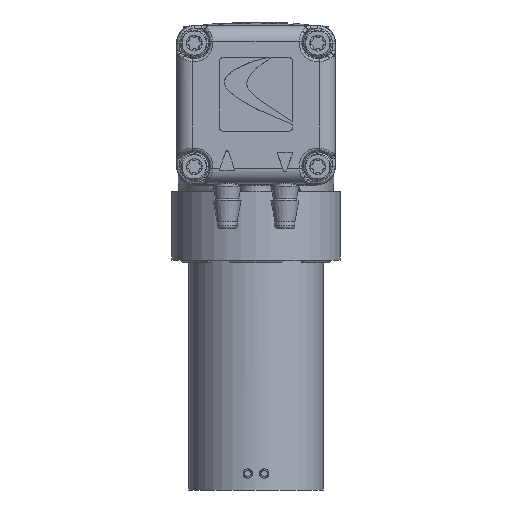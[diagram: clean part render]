
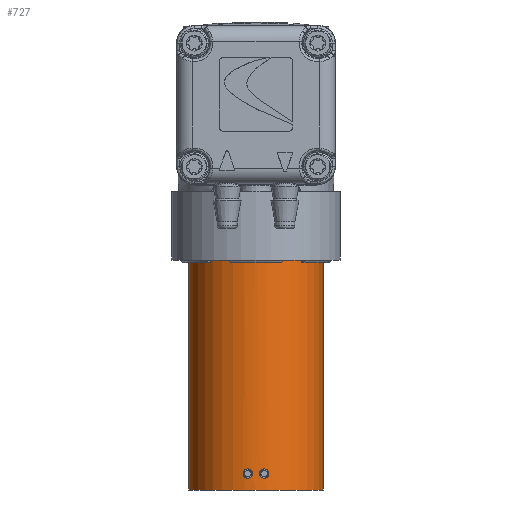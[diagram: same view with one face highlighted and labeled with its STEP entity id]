
A CAD part, front view. The second image highlights one B-rep face of the part: STEP entity #727.
In plain terms, the highlighted cylindrical face has radius 6.49 mm (diameter 12.979 mm), a partial arc.
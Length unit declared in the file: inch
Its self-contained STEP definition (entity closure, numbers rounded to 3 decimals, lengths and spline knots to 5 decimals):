
#175=DIRECTION('',(0.,0.,-1.));
#176=VECTOR('',#175,1.22);
#177=CARTESIAN_POINT('',(0.2555,0.,-0.09));
#178=LINE('',#177,#176);
#179=CARTESIAN_POINT('',(0.,0.,-0.09));
#180=DIRECTION('',(0.,0.,1.));
#181=DIRECTION('',(-1.,0.,0.));
#182=AXIS2_PLACEMENT_3D('',#179,#180,#181);
#184=DIRECTION('',(0.,0.,-1.));
#185=VECTOR('',#184,1.22);
#186=CARTESIAN_POINT('',(-0.2555,0.,-0.09));
#187=LINE('',#186,#185);
#188=CARTESIAN_POINT('',(-0.03125,-0.25358,-1.265));
#189=CARTESIAN_POINT('',(-0.02938,-0.25381,-1.265));
#190=CARTESIAN_POINT('',(-0.02582,-0.25421,
-1.26443));
#191=CARTESIAN_POINT('',(-0.0208,-0.25467,
-1.2619));
#192=CARTESIAN_POINT('',(-0.01688,-0.25495,
-1.25799));
#193=CARTESIAN_POINT('',(-0.01433,-0.2551,
-1.253));
#194=CARTESIAN_POINT('',(-0.01346,-0.25514,
-1.24752));
#195=CARTESIAN_POINT('',(-0.01433,-0.2551,
-1.24199));
#196=CARTESIAN_POINT('',(-0.01686,-0.25495,
-1.23704));
#197=CARTESIAN_POINT('',(-0.0208,-0.25467,
-1.2331));
#198=CARTESIAN_POINT('',(-0.02581,-0.25421,
-1.23057));
#199=CARTESIAN_POINT('',(-0.02937,-0.25381,-1.23));
#200=CARTESIAN_POINT('',(-0.03125,-0.25358,-1.23));
#202=CARTESIAN_POINT('',(-0.03125,-0.25358,-1.23));
#203=CARTESIAN_POINT('',(-0.03313,-0.25335,-1.23));
#204=CARTESIAN_POINT('',(-0.0367,-0.25287,
-1.23057));
#205=CARTESIAN_POINT('',(-0.04174,-0.25208,
-1.23313));
#206=CARTESIAN_POINT('',(-0.04565,-0.2514,
-1.23706));
#207=CARTESIAN_POINT('',(-0.04818,-0.25092,
-1.24204));
#208=CARTESIAN_POINT('',(-0.04904,-0.25075,
-1.24748));
#209=CARTESIAN_POINT('',(-0.04818,-0.25092,
-1.25297));
#210=CARTESIAN_POINT('',(-0.04567,-0.25139,
-1.25792));
#211=CARTESIAN_POINT('',(-0.04174,-0.25208,
-1.26188));
#212=CARTESIAN_POINT('',(-0.0367,-0.25287,
-1.26443));
#213=CARTESIAN_POINT('',(-0.03313,-0.25335,-1.265));
#214=CARTESIAN_POINT('',(-0.03125,-0.25358,-1.265));
#216=CARTESIAN_POINT('',(0.03125,-0.25358,-1.23));
#217=CARTESIAN_POINT('',(0.02916,-0.25384,-1.23));
#218=CARTESIAN_POINT('',(0.02522,-0.25427,
-1.23071));
#219=CARTESIAN_POINT('',(0.01982,-0.25475,
-1.23377));
#220=CARTESIAN_POINT('',(0.0158,-0.25502,
-1.23855));
#221=CARTESIAN_POINT('',(0.01367,-0.25513,
-1.24435));
#222=CARTESIAN_POINT('',(0.01366,-0.25514,
-1.25059));
#223=CARTESIAN_POINT('',(0.01579,-0.25502,
-1.25643));
#224=CARTESIAN_POINT('',(0.01975,-0.25475,
-1.26118));
#225=CARTESIAN_POINT('',(0.02522,-0.25427,
-1.2643));
#226=CARTESIAN_POINT('',(0.02915,-0.25384,-1.265));
#227=CARTESIAN_POINT('',(0.03125,-0.25358,-1.265));
#229=CARTESIAN_POINT('',(0.03125,-0.25358,-1.265));
#230=CARTESIAN_POINT('',(0.03335,-0.25332,-1.265));
#231=CARTESIAN_POINT('',(0.03729,-0.25279,
-1.26429));
#232=CARTESIAN_POINT('',(0.04272,-0.25192,-1.2612));
#233=CARTESIAN_POINT('',(0.04673,-0.2512,
-1.25641));
#234=CARTESIAN_POINT('',(0.04883,-0.25079,
-1.25063));
#235=CARTESIAN_POINT('',(0.04884,-0.25079,
-1.24443));
#236=CARTESIAN_POINT('',(0.04674,-0.25119,
-1.23862));
#237=CARTESIAN_POINT('',(0.04279,-0.25191,
-1.23385));
#238=CARTESIAN_POINT('',(0.0373,-0.25279,
-1.2307));
#239=CARTESIAN_POINT('',(0.03336,-0.25332,-1.23));
#240=CARTESIAN_POINT('',(0.03125,-0.25358,-1.23));
#247=CARTESIAN_POINT('',(0.,0.,-1.31));
#248=DIRECTION('',(0.,0.,1.));
#249=DIRECTION('',(-1.,0.,0.));
#250=AXIS2_PLACEMENT_3D('',#247,#248,#249);
#344=CARTESIAN_POINT('',(0.2555,0.,-1.31));
#345=CARTESIAN_POINT('',(-0.2555,0.,-1.31));
#346=VERTEX_POINT('',#344);
#347=VERTEX_POINT('',#345);
#396=CARTESIAN_POINT('',(0.2555,0.,-0.09));
#397=CARTESIAN_POINT('',(-0.2555,0.,-0.09));
#398=VERTEX_POINT('',#396);
#399=VERTEX_POINT('',#397);
#400=VERTEX_POINT('',#188);
#401=VERTEX_POINT('',#200);
#402=VERTEX_POINT('',#216);
#403=VERTEX_POINT('',#227);
#703=CARTESIAN_POINT('',(0.,0.,0.));
#704=DIRECTION('',(0.,0.,1.));
#705=DIRECTION('',(1.,0.,0.));
#706=AXIS2_PLACEMENT_3D('',#703,#704,#705);
#707=CYLINDRICAL_SURFACE('',#706,0.2555);
#708=ORIENTED_EDGE('',*,*,#679,.T.);
#709=ORIENTED_EDGE('',*,*,#698,.T.);
#711=ORIENTED_EDGE('',*,*,#710,.F.);
#712=ORIENTED_EDGE('',*,*,#694,.F.);
#713=EDGE_LOOP('',(#708,#709,#711,#712));
#714=FACE_OUTER_BOUND('',#713,.F.);
#716=ORIENTED_EDGE('',*,*,#715,.T.);
#718=ORIENTED_EDGE('',*,*,#717,.T.);
#719=EDGE_LOOP('',(#716,#718));
#720=FACE_BOUND('',#719,.F.);
#722=ORIENTED_EDGE('',*,*,#721,.T.);
#724=ORIENTED_EDGE('',*,*,#723,.T.);
#725=EDGE_LOOP('',(#722,#724));
#726=FACE_BOUND('',#725,.F.);
#727=ADVANCED_FACE('',(#714,#720,#726),#707,.T.);
#183=CIRCLE('',#182,0.2555);
#201=B_SPLINE_CURVE_WITH_KNOTS('',3,(#188,#189,#190,#191,#192,#193,#194,#195,
#196,#197,#198,#199,#200),.UNSPECIFIED.,.F.,.F.,(4,1,1,1,1,1,1,1,1,1,4),(0.,
0.1,0.2,0.3,0.4,0.5,0.6,0.7,0.8,0.9,1.),.UNSPECIFIED.);
#215=B_SPLINE_CURVE_WITH_KNOTS('',3,(#202,#203,#204,#205,#206,#207,#208,#209,
#210,#211,#212,#213,#214),.UNSPECIFIED.,.F.,.F.,(4,1,1,1,1,1,1,1,1,1,4),(0.,
0.1,0.2,0.3,0.4,0.5,0.6,0.7,0.8,0.9,1.),.UNSPECIFIED.);
#228=B_SPLINE_CURVE_WITH_KNOTS('',3,(#216,#217,#218,#219,#220,#221,#222,#223,
#224,#225,#226,#227),.UNSPECIFIED.,.F.,.F.,(4,1,1,1,1,1,1,1,1,4),(0.,
0.11111,0.22222,0.33333,0.44444,
0.55556,0.66667,0.77778,0.88889,1.),
.UNSPECIFIED.);
#241=B_SPLINE_CURVE_WITH_KNOTS('',3,(#229,#230,#231,#232,#233,#234,#235,#236,
#237,#238,#239,#240),.UNSPECIFIED.,.F.,.F.,(4,1,1,1,1,1,1,1,1,4),(0.,
0.11111,0.22222,0.33333,0.44444,
0.55556,0.66667,0.77778,0.88889,1.),
.UNSPECIFIED.);
#251=CIRCLE('',#250,0.2555);
#679=EDGE_CURVE('',#399,#398,#183,.T.);
#694=EDGE_CURVE('',#399,#347,#187,.T.);
#698=EDGE_CURVE('',#398,#346,#178,.T.);
#710=EDGE_CURVE('',#347,#346,#251,.T.);
#715=EDGE_CURVE('',#400,#401,#201,.T.);
#717=EDGE_CURVE('',#401,#400,#215,.T.);
#721=EDGE_CURVE('',#402,#403,#228,.T.);
#723=EDGE_CURVE('',#403,#402,#241,.T.);
